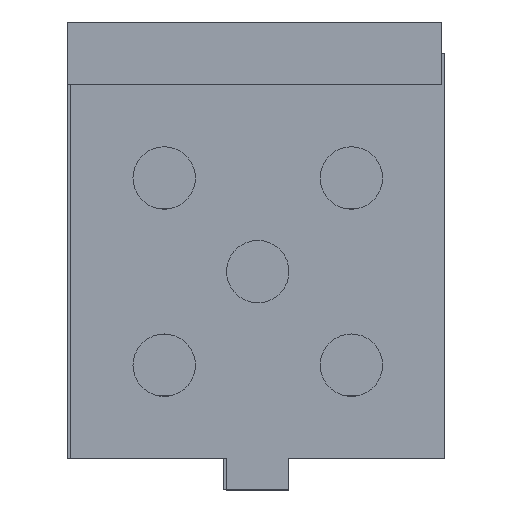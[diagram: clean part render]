
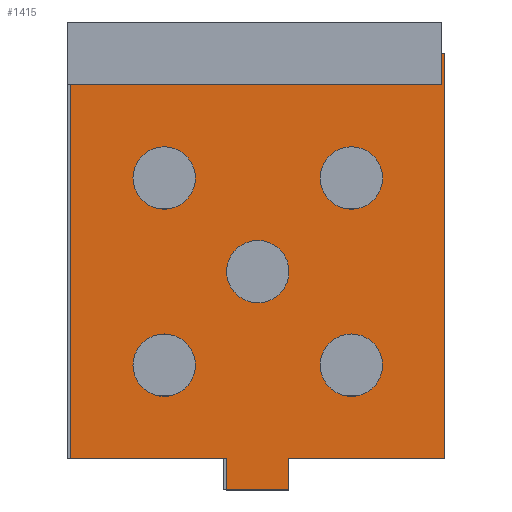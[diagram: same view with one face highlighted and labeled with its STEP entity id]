
A CAD part, front view. The second image highlights one B-rep face of the part: STEP entity #1415.
In plain terms, the highlighted face is planar.
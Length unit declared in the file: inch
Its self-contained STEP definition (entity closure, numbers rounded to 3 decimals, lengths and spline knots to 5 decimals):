
#64=CIRCLE('',#1591,0.5);
#66=CIRCLE('',#1594,0.5);
#68=CIRCLE('',#1597,0.5);
#70=CIRCLE('',#1600,0.5);
#72=CIRCLE('',#1603,0.5);
#107=FACE_BOUND('',#257,.T.);
#108=FACE_BOUND('',#258,.T.);
#109=FACE_BOUND('',#259,.T.);
#110=FACE_BOUND('',#260,.T.);
#111=FACE_BOUND('',#261,.T.);
#176=FACE_OUTER_BOUND('',#256,.T.);
#256=EDGE_LOOP('',(#1240,#1241,#1242,#1243,#1244,#1245,#1246,#1247,#1248,
#1249,#1250,#1251,#1252,#1253,#1254,#1255));
#257=EDGE_LOOP('',(#1256));
#258=EDGE_LOOP('',(#1257));
#259=EDGE_LOOP('',(#1258));
#260=EDGE_LOOP('',(#1259));
#261=EDGE_LOOP('',(#1260));
#377=LINE('',#2245,#550);
#382=LINE('',#2254,#555);
#386=LINE('',#2263,#559);
#389=LINE('',#2269,#562);
#390=LINE('',#2272,#563);
#398=LINE('',#2308,#571);
#401=LINE('',#2314,#574);
#404=LINE('',#2320,#577);
#407=LINE('',#2326,#580);
#410=LINE('',#2332,#583);
#413=LINE('',#2338,#586);
#416=LINE('',#2344,#589);
#419=LINE('',#2349,#592);
#423=LINE('',#2356,#596);
#424=LINE('',#2359,#597);
#427=LINE('',#2364,#600);
#550=VECTOR('',#1844,0.3937);
#555=VECTOR('',#1851,0.3937);
#559=VECTOR('',#1857,0.3937);
#562=VECTOR('',#1862,0.3937);
#563=VECTOR('',#1865,0.3937);
#571=VECTOR('',#1905,0.3937);
#574=VECTOR('',#1910,0.3937);
#577=VECTOR('',#1915,0.3937);
#580=VECTOR('',#1920,0.3937);
#583=VECTOR('',#1925,0.3937);
#586=VECTOR('',#1930,0.3937);
#589=VECTOR('',#1935,0.3937);
#592=VECTOR('',#1940,0.3937);
#596=VECTOR('',#1946,0.3937);
#597=VECTOR('',#1949,0.3937);
#600=VECTOR('',#1954,0.3937);
#686=VERTEX_POINT('',#2241);
#688=VERTEX_POINT('',#2244);
#690=VERTEX_POINT('',#2250);
#693=VERTEX_POINT('',#2257);
#695=VERTEX_POINT('',#2261);
#697=VERTEX_POINT('',#2267);
#698=VERTEX_POINT('',#2271);
#701=VERTEX_POINT('',#2279);
#703=VERTEX_POINT('',#2285);
#705=VERTEX_POINT('',#2291);
#707=VERTEX_POINT('',#2297);
#709=VERTEX_POINT('',#2303);
#710=VERTEX_POINT('',#2307);
#712=VERTEX_POINT('',#2313);
#714=VERTEX_POINT('',#2319);
#716=VERTEX_POINT('',#2325);
#718=VERTEX_POINT('',#2331);
#720=VERTEX_POINT('',#2337);
#722=VERTEX_POINT('',#2343);
#725=VERTEX_POINT('',#2354);
#726=VERTEX_POINT('',#2358);
#845=EDGE_CURVE('',#686,#688,#377,.T.);
#850=EDGE_CURVE('',#688,#690,#382,.T.);
#854=EDGE_CURVE('',#693,#695,#386,.T.);
#857=EDGE_CURVE('',#697,#695,#389,.T.);
#858=EDGE_CURVE('',#693,#698,#390,.T.);
#863=EDGE_CURVE('',#701,#701,#64,.T.);
#866=EDGE_CURVE('',#703,#703,#66,.T.);
#869=EDGE_CURVE('',#705,#705,#68,.T.);
#872=EDGE_CURVE('',#707,#707,#70,.T.);
#875=EDGE_CURVE('',#709,#709,#72,.T.);
#876=EDGE_CURVE('',#698,#710,#398,.T.);
#879=EDGE_CURVE('',#712,#697,#401,.T.);
#882=EDGE_CURVE('',#714,#712,#404,.T.);
#885=EDGE_CURVE('',#716,#714,#407,.T.);
#888=EDGE_CURVE('',#718,#716,#410,.T.);
#891=EDGE_CURVE('',#720,#718,#413,.T.);
#894=EDGE_CURVE('',#722,#720,#416,.T.);
#897=EDGE_CURVE('',#722,#690,#419,.T.);
#901=EDGE_CURVE('',#725,#686,#423,.T.);
#902=EDGE_CURVE('',#726,#725,#424,.T.);
#905=EDGE_CURVE('',#710,#726,#427,.T.);
#1240=ORIENTED_EDGE('',*,*,#905,.F.);
#1241=ORIENTED_EDGE('',*,*,#876,.F.);
#1242=ORIENTED_EDGE('',*,*,#858,.F.);
#1243=ORIENTED_EDGE('',*,*,#854,.T.);
#1244=ORIENTED_EDGE('',*,*,#857,.F.);
#1245=ORIENTED_EDGE('',*,*,#879,.F.);
#1246=ORIENTED_EDGE('',*,*,#882,.F.);
#1247=ORIENTED_EDGE('',*,*,#885,.F.);
#1248=ORIENTED_EDGE('',*,*,#888,.F.);
#1249=ORIENTED_EDGE('',*,*,#891,.F.);
#1250=ORIENTED_EDGE('',*,*,#894,.F.);
#1251=ORIENTED_EDGE('',*,*,#897,.T.);
#1252=ORIENTED_EDGE('',*,*,#850,.F.);
#1253=ORIENTED_EDGE('',*,*,#845,.F.);
#1254=ORIENTED_EDGE('',*,*,#901,.F.);
#1255=ORIENTED_EDGE('',*,*,#902,.F.);
#1256=ORIENTED_EDGE('',*,*,#875,.F.);
#1257=ORIENTED_EDGE('',*,*,#872,.F.);
#1258=ORIENTED_EDGE('',*,*,#869,.F.);
#1259=ORIENTED_EDGE('',*,*,#866,.F.);
#1260=ORIENTED_EDGE('',*,*,#863,.F.);
#1344=PLANE('',#1616);
#1415=ADVANCED_FACE('',(#176,#107,#108,#109,#110,#111),#1344,.F.);
#1591=AXIS2_PLACEMENT_3D('',#2281,#1873,#1874);
#1594=AXIS2_PLACEMENT_3D('',#2287,#1880,#1881);
#1597=AXIS2_PLACEMENT_3D('',#2293,#1887,#1888);
#1600=AXIS2_PLACEMENT_3D('',#2299,#1894,#1895);
#1603=AXIS2_PLACEMENT_3D('',#2305,#1901,#1902);
#1616=AXIS2_PLACEMENT_3D('',#2367,#1958,#1959);
#1844=DIRECTION('',(0.,-1.,0.));
#1851=DIRECTION('',(1.,0.,0.));
#1857=DIRECTION('',(0.,-1.,0.));
#1862=DIRECTION('',(1.,0.,0.));
#1865=DIRECTION('',(1.,0.,0.));
#1873=DIRECTION('center_axis',(0.,0.,-1.));
#1874=DIRECTION('ref_axis',(-1.,0.,0.));
#1880=DIRECTION('center_axis',(0.,0.,-1.));
#1881=DIRECTION('ref_axis',(-1.,0.,0.));
#1887=DIRECTION('center_axis',(0.,0.,-1.));
#1888=DIRECTION('ref_axis',(-1.,0.,0.));
#1894=DIRECTION('center_axis',(0.,0.,-1.));
#1895=DIRECTION('ref_axis',(-1.,0.,0.));
#1901=DIRECTION('center_axis',(0.,0.,-1.));
#1902=DIRECTION('ref_axis',(-1.,0.,0.));
#1905=DIRECTION('',(0.,-1.,0.));
#1910=DIRECTION('',(0.,-1.,0.));
#1915=DIRECTION('',(-1.,0.,0.));
#1920=DIRECTION('',(0.,-1.,0.));
#1925=DIRECTION('',(-1.,0.,0.));
#1930=DIRECTION('',(0.,1.,0.));
#1935=DIRECTION('',(-1.,0.,0.));
#1940=DIRECTION('',(0.,-1.,0.));
#1946=DIRECTION('',(1.,0.,0.));
#1949=DIRECTION('',(0.,1.,0.));
#1954=DIRECTION('',(1.,0.,0.));
#1958=DIRECTION('center_axis',(0.,0.,1.));
#1959=DIRECTION('ref_axis',(1.,0.,0.));
#2241=CARTESIAN_POINT('',(5.5,0.,0.));
#2244=CARTESIAN_POINT('',(5.5,-0.5,0.));
#2245=CARTESIAN_POINT('',(5.5,0.,0.));
#2250=CARTESIAN_POINT('',(6.,-0.5,0.));
#2254=CARTESIAN_POINT('',(5.5,-0.5,0.));
#2257=CARTESIAN_POINT('',(0.5,0.,0.));
#2261=CARTESIAN_POINT('',(0.5,-0.5,0.));
#2263=CARTESIAN_POINT('',(0.5,0.,0.));
#2267=CARTESIAN_POINT('',(0.,-0.5,0.));
#2269=CARTESIAN_POINT('',(0.,-0.5,0.));
#2271=CARTESIAN_POINT('',(2.5,0.,0.));
#2272=CARTESIAN_POINT('',(0.,0.,0.));
#2279=CARTESIAN_POINT('',(5.,1.5,0.));
#2281=CARTESIAN_POINT('Origin',(4.5,1.5,0.));
#2285=CARTESIAN_POINT('',(5.,4.5,0.));
#2287=CARTESIAN_POINT('Origin',(4.5,4.5,0.));
#2291=CARTESIAN_POINT('',(3.5,3.,0.));
#2293=CARTESIAN_POINT('Origin',(3.,3.,0.));
#2297=CARTESIAN_POINT('',(2.,4.5,0.));
#2299=CARTESIAN_POINT('Origin',(1.5,4.5,0.));
#2303=CARTESIAN_POINT('',(2.,1.5,0.));
#2305=CARTESIAN_POINT('Origin',(1.5,1.5,0.));
#2307=CARTESIAN_POINT('',(2.5,-0.5,0.));
#2308=CARTESIAN_POINT('',(2.5,6.,0.));
#2313=CARTESIAN_POINT('',(0.,6.,0.));
#2314=CARTESIAN_POINT('',(0.,6.,0.));
#2319=CARTESIAN_POINT('',(2.5,6.,0.));
#2320=CARTESIAN_POINT('',(2.5,6.,0.));
#2325=CARTESIAN_POINT('',(2.5,6.5,0.));
#2326=CARTESIAN_POINT('',(2.5,6.5,0.));
#2331=CARTESIAN_POINT('',(3.5,6.5,0.));
#2332=CARTESIAN_POINT('',(3.5,6.5,0.));
#2337=CARTESIAN_POINT('',(3.5,6.,0.));
#2338=CARTESIAN_POINT('',(3.5,6.,0.));
#2343=CARTESIAN_POINT('',(6.,6.,0.));
#2344=CARTESIAN_POINT('',(6.,6.,0.));
#2349=CARTESIAN_POINT('',(6.,0.,0.));
#2354=CARTESIAN_POINT('',(3.5,0.,0.));
#2356=CARTESIAN_POINT('',(0.,0.,0.));
#2358=CARTESIAN_POINT('',(3.5,-0.5,0.));
#2359=CARTESIAN_POINT('',(3.5,-0.5,0.));
#2364=CARTESIAN_POINT('',(2.5,-0.5,0.));
#2367=CARTESIAN_POINT('Origin',(3.,3.,0.));
